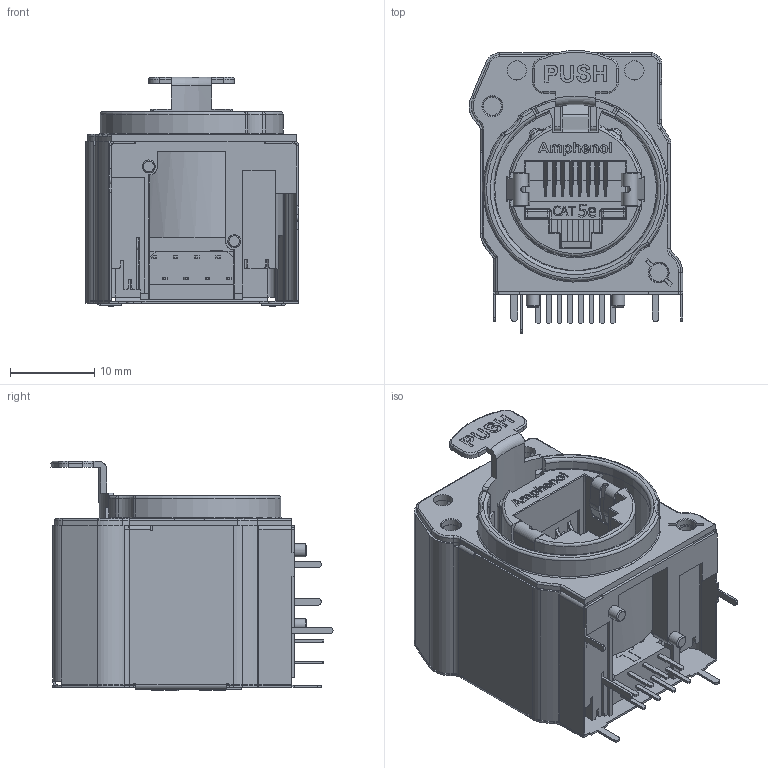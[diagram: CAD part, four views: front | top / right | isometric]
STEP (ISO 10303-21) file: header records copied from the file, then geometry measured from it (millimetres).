
FILE_DESCRIPTION(/* description */ (''),/* implementation_level */ '2;1');
FILE_NAME(/* name */ 'RJX8FB5HEB.stp',/* time_stamp */ '2017-06-09T09:39:55+10:00',/* author */ ('thien'),/* organization */ (''),/* preprocessor_version */ 'ST-DEVELOPER v16.13',/* originating_system */ 'Autodesk Inventor 2018',/* authorisation */ '');
FILE_SCHEMA (('AUTOMOTIVE_DESIGN { 1 0 10303 214 3 1 1 }'));
Products named in the file (1): 55010837-000_Shrinkwrap_1
Bounding box: 25.39 x 33.58 x 27.3 mm (x, y, z)
Volume: 5561.1 mm3; surface area: 14655.5 mm2
Topology: 9 solids, 10 shells, 2444 faces, 6741 edges, 4332 vertices
Faces by surface type: plane 1779, cylinder 447, bspline 133, torus 60, cone 21, sphere 4
Full cylindrical faces by diameter (mm): 0.7 x8, 0.75 x8, 1 x1, 1.2 x4, 1.3 x3, 1.35 x6, 1.384 x2, 1.55 x2, 2.1 x1, 2.15 x2, 2.3 x3
Entity records: 80699 total; most frequent: CARTESIAN_POINT 16289, ORIENTED_EDGE 13298, DIRECTION 12061, EDGE_CURVE 6664, LINE 5231, VECTOR 5231, VERTEX_POINT 4320, AXIS2_PLACEMENT_3D 3415
